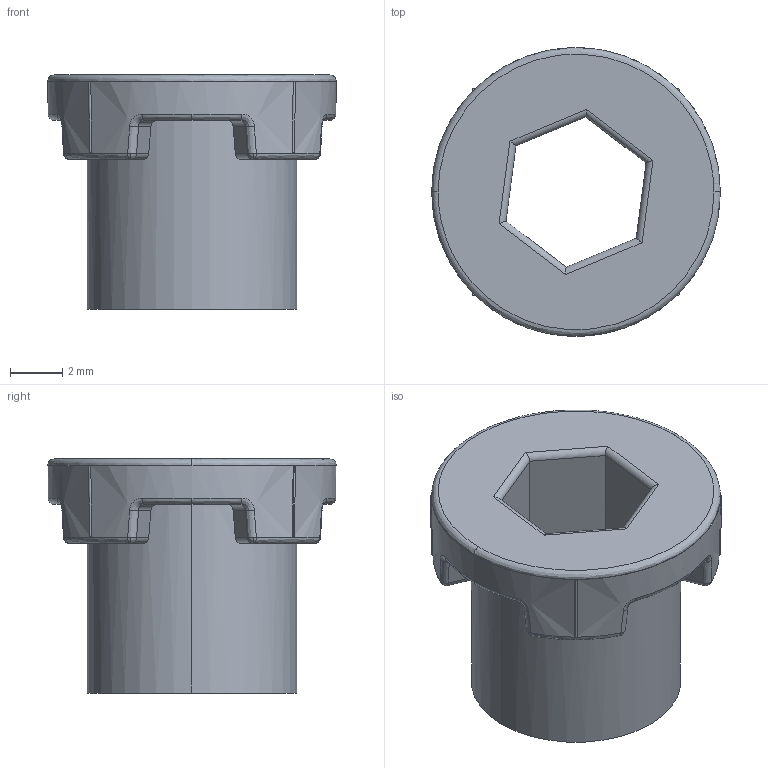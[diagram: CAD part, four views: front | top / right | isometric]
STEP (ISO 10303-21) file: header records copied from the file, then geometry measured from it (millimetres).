
FILE_DESCRIPTION (( 'STEP AP214' ), '1' );
FILE_NAME ('am-4971 8 mm Round to 5 mm Hex Adapter.STEP', '2023-10-23T13:35:30', ( '' ), ( '' ), 'SwSTEP 2.0', 'SolidWorks 2022', '' );
FILE_SCHEMA (( 'AUTOMOTIVE_DESIGN' ));
Length unit declared in the file: millimetre
Products named in the file (1): am-4971 8 mm Round to 5 mm Hex Adapter
Bounding box: 11.1 x 11.1 x 9 mm (x, y, z)
Volume: 336.3 mm3; surface area: 569.1 mm2
Topology: 1 solids, 1 shells, 125 faces, 292 edges, 170 vertices
Faces by surface type: bspline 56, plane 33, cylinder 32, cone 4
Entity records: 4492 total; most frequent: CARTESIAN_POINT 2030, ORIENTED_EDGE 584, DIRECTION 422, EDGE_CURVE 292, AXIS2_PLACEMENT_3D 176, VERTEX_POINT 170, EDGE_LOOP 128, ADVANCED_FACE 125
